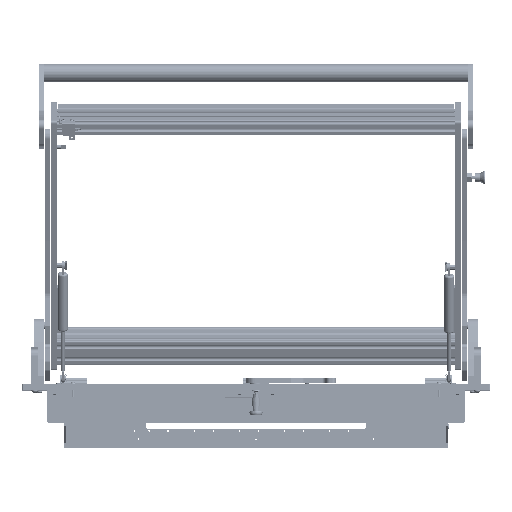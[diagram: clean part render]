
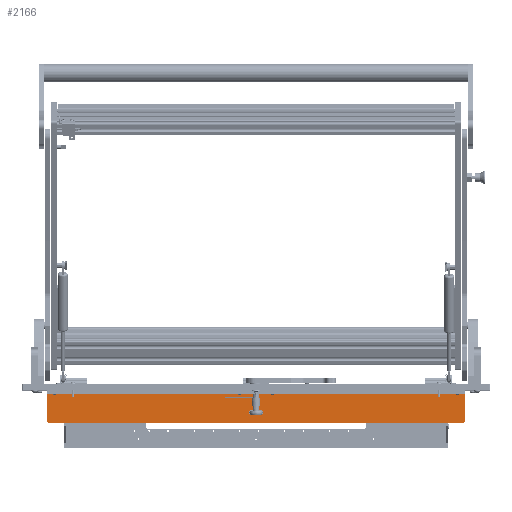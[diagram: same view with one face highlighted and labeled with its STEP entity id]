
A CAD part, top view. The second image highlights one B-rep face of the part: STEP entity #2166.
In plain terms, the highlighted face is planar.
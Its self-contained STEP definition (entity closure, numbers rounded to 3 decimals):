
#453 = EDGE_CURVE ( 'NONE', #70393, #75637, #70240, .T. ) ;
#2154 = CARTESIAN_POINT ( 'NONE',  ( -6., -6., 320. ) ) ;
#2166 = ADVANCED_FACE ( 'NONE', ( #44421, #5593, #31950 ), #31106, .F. ) ;
#2290 = LINE ( 'NONE', #40724, #79023 ) ;
#3023 = ORIENTED_EDGE ( 'NONE', *, *, #37807, .T. ) ;
#3104 = DIRECTION ( 'NONE',  ( 0., -0.707, 0.707 ) ) ;
#5593 = FACE_BOUND ( 'NONE', #41314, .T. ) ;
#6920 = DIRECTION ( 'NONE',  ( 1., 0., 0. ) ) ;
#7009 = EDGE_LOOP ( 'NONE', ( #8976, #3023 ) ) ;
#7569 = CARTESIAN_POINT ( 'NONE',  ( -6., -50., 320. ) ) ;
#8153 = VECTOR ( 'NONE', #51067, 1000. ) ;
#8766 = VERTEX_POINT ( 'NONE', #2154 ) ;
#8976 = ORIENTED_EDGE ( 'NONE', *, *, #14030, .T. ) ;
#9528 = EDGE_CURVE ( 'NONE', #8766, #41951, #20797, .T. ) ;
#10082 = CIRCLE ( 'NONE', #24750, 1.7 ) ;
#11304 = CARTESIAN_POINT ( 'NONE',  ( -6., -34., -5.3 ) ) ;
#11882 = CIRCLE ( 'NONE', #41251, 1.7 ) ;
#13679 = CARTESIAN_POINT ( 'NONE',  ( -6., -50., 317. ) ) ;
#13890 = LINE ( 'NONE', #39410, #47264 ) ;
#14030 = EDGE_CURVE ( 'NONE', #75203, #17826, #11882, .T. ) ;
#16583 = DIRECTION ( 'NONE',  ( 1., 0., 0. ) ) ;
#16879 = ORIENTED_EDGE ( 'NONE', *, *, #17915, .T. ) ;
#16958 = CARTESIAN_POINT ( 'NONE',  ( -6., -34., -7. ) ) ;
#17826 = VERTEX_POINT ( 'NONE', #34571 ) ;
#17915 = EDGE_CURVE ( 'NONE', #74634, #25232, #42996, .T. ) ;
#18719 = EDGE_CURVE ( 'NONE', #25232, #74634, #42054, .T. ) ;
#20797 = LINE ( 'NONE', #26687, #55341 ) ;
#23474 = CARTESIAN_POINT ( 'NONE',  ( -6., -34., 7. ) ) ;
#24750 = AXIS2_PLACEMENT_3D ( 'NONE', #23474, #50489, #64658 ) ;
#25083 = EDGE_CURVE ( 'NONE', #44634, #75637, #2290, .T. ) ;
#25232 = VERTEX_POINT ( 'NONE', #11304 ) ;
#26187 = ORIENTED_EDGE ( 'NONE', *, *, #30106, .T. ) ;
#26687 = CARTESIAN_POINT ( 'NONE',  ( -6., -6., 320. ) ) ;
#29325 = DIRECTION ( 'NONE',  ( 0., 0., -1. ) ) ;
#29873 = VERTEX_POINT ( 'NONE', #52968 ) ;
#29933 = DIRECTION ( 'NONE',  ( 1., 0., 0. ) ) ;
#30106 = EDGE_CURVE ( 'NONE', #29873, #44634, #13890, .T. ) ;
#31106 = PLANE ( 'NONE',  #78384 ) ;
#31388 = CARTESIAN_POINT ( 'NONE',  ( -6., -34., -7. ) ) ;
#31950 = FACE_OUTER_BOUND ( 'NONE', #50017, .T. ) ;
#32230 = DIRECTION ( 'NONE',  ( 0., 1., 0. ) ) ;
#34097 = AXIS2_PLACEMENT_3D ( 'NONE', #31388, #63139, #32230 ) ;
#34571 = CARTESIAN_POINT ( 'NONE',  ( -6., -34., 8.7 ) ) ;
#34619 = CARTESIAN_POINT ( 'NONE',  ( -6., -34., -8.7 ) ) ;
#35216 = DIRECTION ( 'NONE',  ( 0., -1., 0. ) ) ;
#35452 = DIRECTION ( 'NONE',  ( 0., 0.707, 0.707 ) ) ;
#37807 = EDGE_CURVE ( 'NONE', #17826, #75203, #10082, .T. ) ;
#39410 = CARTESIAN_POINT ( 'NONE',  ( -6., -6., -320. ) ) ;
#40724 = CARTESIAN_POINT ( 'NONE',  ( -6., -50., -317. ) ) ;
#41251 = AXIS2_PLACEMENT_3D ( 'NONE', #70390, #6920, #49980 ) ;
#41314 = EDGE_LOOP ( 'NONE', ( #16879, #75995 ) ) ;
#41951 = VERTEX_POINT ( 'NONE', #70018 ) ;
#42054 = CIRCLE ( 'NONE', #34097, 1.7 ) ;
#42082 = DIRECTION ( 'NONE',  ( 0., 1., 0. ) ) ;
#42996 = CIRCLE ( 'NONE', #74931, 1.7 ) ;
#44421 = FACE_BOUND ( 'NONE', #7009, .T. ) ;
#44634 = VERTEX_POINT ( 'NONE', #61093 ) ;
#45054 = DIRECTION ( 'NONE',  ( 0., -1., 0. ) ) ;
#45828 = ORIENTED_EDGE ( 'NONE', *, *, #9528, .F. ) ;
#47264 = VECTOR ( 'NONE', #35216, 1000. ) ;
#48110 = LINE ( 'NONE', #73562, #77621 ) ;
#49980 = DIRECTION ( 'NONE',  ( 0., 1., 0. ) ) ;
#50017 = EDGE_LOOP ( 'NONE', ( #73837, #59052, #45828, #81822, #26187, #71557 ) ) ;
#50322 = CARTESIAN_POINT ( 'NONE',  ( -6., -34., 5.3 ) ) ;
#50489 = DIRECTION ( 'NONE',  ( 1., 0., 0. ) ) ;
#51067 = DIRECTION ( 'NONE',  ( 0., 0., -1. ) ) ;
#52968 = CARTESIAN_POINT ( 'NONE',  ( -6., -6., -320. ) ) ;
#55050 = CARTESIAN_POINT ( 'NONE',  ( -6., -6., 320. ) ) ;
#55341 = VECTOR ( 'NONE', #45054, 1000. ) ;
#56341 = EDGE_CURVE ( 'NONE', #70393, #41951, #72605, .T. ) ;
#57428 = VECTOR ( 'NONE', #35452, 1000. ) ;
#59052 = ORIENTED_EDGE ( 'NONE', *, *, #56341, .T. ) ;
#61093 = CARTESIAN_POINT ( 'NONE',  ( -6., -47., -320. ) ) ;
#63139 = DIRECTION ( 'NONE',  ( 1., 0., 0. ) ) ;
#64658 = DIRECTION ( 'NONE',  ( 0., 1., 0. ) ) ;
#70018 = CARTESIAN_POINT ( 'NONE',  ( -6., -47., 320. ) ) ;
#70240 = LINE ( 'NONE', #7569, #8153 ) ;
#70390 = CARTESIAN_POINT ( 'NONE',  ( -6., -34., 7. ) ) ;
#70393 = VERTEX_POINT ( 'NONE', #13679 ) ;
#71557 = ORIENTED_EDGE ( 'NONE', *, *, #25083, .T. ) ;
#72595 = CARTESIAN_POINT ( 'NONE',  ( -6., -50., -317. ) ) ;
#72605 = LINE ( 'NONE', #78854, #57428 ) ;
#73562 = CARTESIAN_POINT ( 'NONE',  ( -6., -6., 320. ) ) ;
#73837 = ORIENTED_EDGE ( 'NONE', *, *, #453, .F. ) ;
#74366 = EDGE_CURVE ( 'NONE', #8766, #29873, #48110, .T. ) ;
#74634 = VERTEX_POINT ( 'NONE', #34619 ) ;
#74931 = AXIS2_PLACEMENT_3D ( 'NONE', #16958, #29933, #81646 ) ;
#75203 = VERTEX_POINT ( 'NONE', #50322 ) ;
#75637 = VERTEX_POINT ( 'NONE', #72595 ) ;
#75995 = ORIENTED_EDGE ( 'NONE', *, *, #18719, .T. ) ;
#77621 = VECTOR ( 'NONE', #29325, 1000. ) ;
#78384 = AXIS2_PLACEMENT_3D ( 'NONE', #55050, #16583, #42082 ) ;
#78854 = CARTESIAN_POINT ( 'NONE',  ( -6., -47., 320. ) ) ;
#79023 = VECTOR ( 'NONE', #3104, 1000. ) ;
#81646 = DIRECTION ( 'NONE',  ( 0., 1., 0. ) ) ;
#81822 = ORIENTED_EDGE ( 'NONE', *, *, #74366, .T. ) ;
